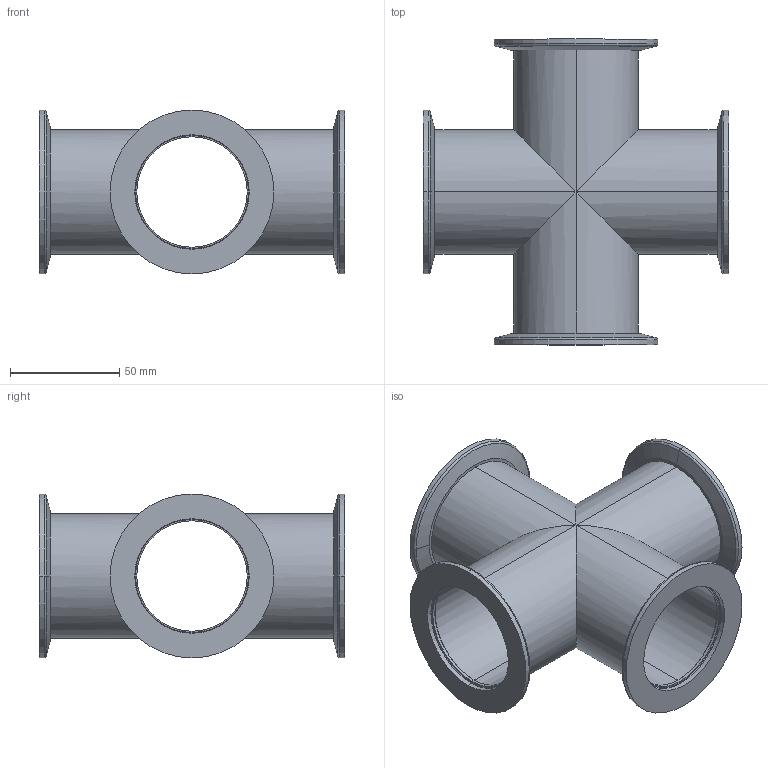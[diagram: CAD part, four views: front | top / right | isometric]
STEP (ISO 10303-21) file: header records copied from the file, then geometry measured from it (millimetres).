
FILE_DESCRIPTION (( 'STEP AP214' ), '1' );
FILE_NAME ('170RKS050.stp', '2017-06-07T12:58:21', ( '' ), ( '' ), 'SwSTEP 2.0', 'SolidWorks 2015', '' );
FILE_SCHEMA (( 'AUTOMOTIVE_DESIGN' ));
Length unit declared in the file: millimetre
Products named in the file (1): 170RKS050
Bounding box: 140 x 140 x 75 mm (x, y, z)
Volume: 137118.4 mm3; surface area: 89463.6 mm2
Topology: 1 solids, 1 shells, 92 faces, 184 edges, 108 vertices
Faces by surface type: cylinder 48, plane 20, torus 16, cone 8
Entity records: 3454 total; most frequent: DIRECTION 482, CARTESIAN_POINT 409, ORIENTED_EDGE 368, AXIS2_PLACEMENT_3D 213, EDGE_CURVE 184, CIRCLE 120, EDGE_LOOP 112, VERTEX_POINT 108
